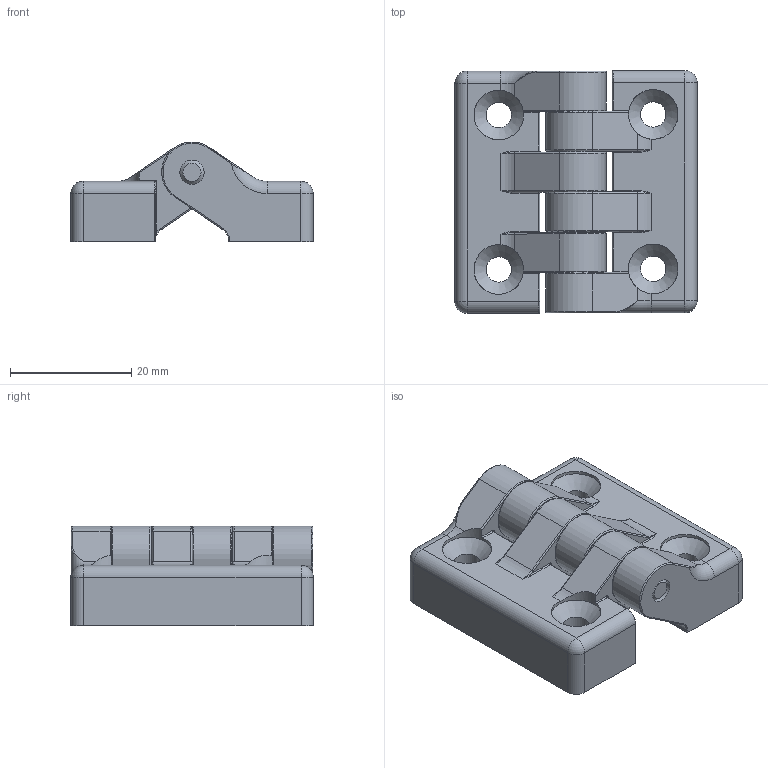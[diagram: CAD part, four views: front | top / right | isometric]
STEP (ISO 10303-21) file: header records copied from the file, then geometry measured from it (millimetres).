
FILE_DESCRIPTION( ( 'Unknown' ), '1' );
FILE_NAME( '6388010_C40A.stp', 'Unknown', ( 'Unknown' ), ( 'Unknown' ), 'PSStep 14.0', 'Unknown', ' ' );
FILE_SCHEMA( ( 'AUTOMOTIVE_DESIGN { 1 0 10303 214 1 1 1 1 }' ) );
Length unit declared in the file: millimetre
Products named in the file (1): 1833533
Bounding box: 40 x 40.1 x 16.49 mm (x, y, z)
Volume: 13795.4 mm3; surface area: 7729.5 mm2
Topology: 1 solids, 1 shells, 270 faces, 691 edges, 399 vertices
Faces by surface type: cylinder 110, plane 76, torus 56, bspline 18, cone 6, sphere 4
Full cylindrical faces by diameter (mm): 4 x4, 4.2 x4, 8.2 x4
Entity records: 12050 total; most frequent: CARTESIAN_POINT 3599, DIRECTION 1382, ORIENTED_EDGE 1270, EDGE_CURVE 635, AXIS2_PLACEMENT_3D 542, VERTEX_POINT 383, EDGE_LOOP 302, LINE 298
